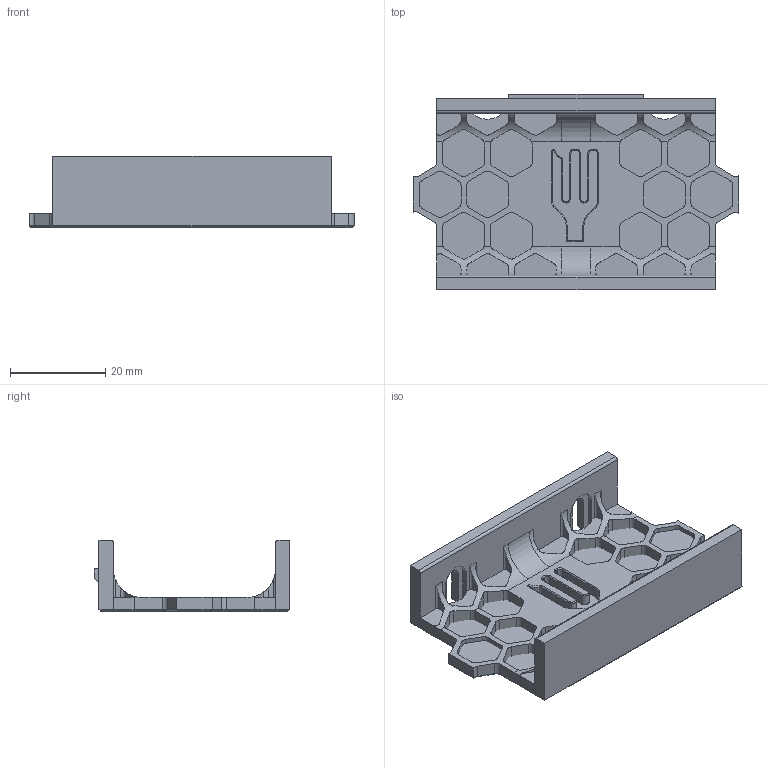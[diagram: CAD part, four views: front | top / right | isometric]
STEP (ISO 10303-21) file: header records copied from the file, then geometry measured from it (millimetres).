
FILE_DESCRIPTION(/* description */ (''),/* implementation_level */ '2;1');
FILE_NAME(/* name */ 'Skirt_120_Rear_Center Meshified.step',/* time_stamp */ '2022-09-14T14:59:09-06:00',/* author */ (''),/* organization */ (''),/* preprocessor_version */ 'ST-DEVELOPER v19',/* originating_system */ 'Autodesk Translation Framework v11.7.0.108',/* authorisation */ '');
FILE_SCHEMA (('AUTOMOTIVE_DESIGN { 1 0 10303 214 3 1 1 }'));
Length unit declared in the file: millimetre
Products named in the file (2): (Unsaved); Skirt_120_Rear_Center v3 v2
Assembly tree (1 placements, depth 2):
  (Unsaved)
    Skirt_120_Rear_Center v3 v2
Bounding box: 68.2 x 41 x 15 mm (x, y, z)
Volume: 9832.6 mm3; surface area: 10833.6 mm2
Topology: 3 solids, 3 shells, 452 faces, 1277 edges, 823 vertices
Faces by surface type: plane 258, cylinder 170, cone 24
Entity records: 15074 total; most frequent: CARTESIAN_POINT 3109, ORIENTED_EDGE 2554, DIRECTION 2471, EDGE_CURVE 1277, LINE 837, VECTOR 837, VERTEX_POINT 823, AXIS2_PLACEMENT_3D 817
